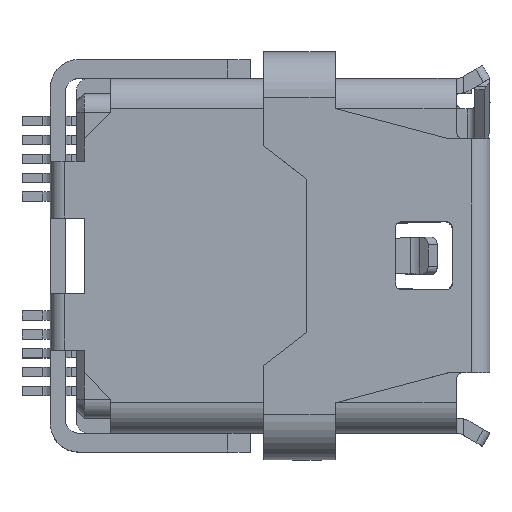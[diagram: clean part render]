
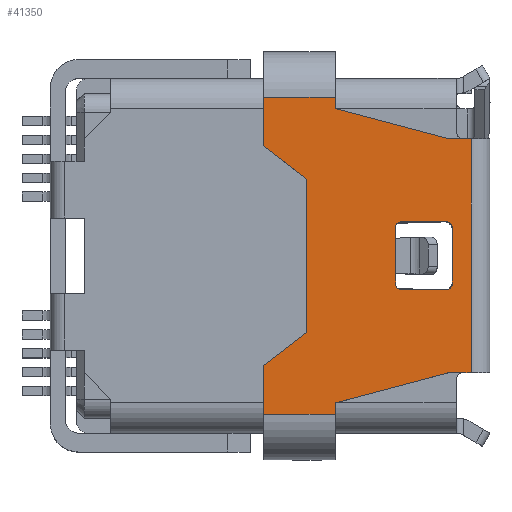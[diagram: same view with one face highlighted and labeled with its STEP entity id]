
A CAD part, top view. The second image highlights one B-rep face of the part: STEP entity #41350.
In plain terms, the highlighted face is planar.
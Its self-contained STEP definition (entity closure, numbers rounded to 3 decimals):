
#36580=CARTESIAN_POINT('',(-8.77,-136.35,-8.65))
;
#36590=VERTEX_POINT('660062-1520470277-509a4c5a16a6-0 15354827',#36580);
#36620=CARTESIAN_POINT('',(-8.77,-136.35,-9.75))
;
#36630=DIRECTION('',(0.,0.,1.));
#36640=VECTOR('',#36630,1.);
#36650=LINE('',#36620,#36640);
#36660=CARTESIAN_POINT('',(-8.77,-136.35,-9.25))
;
#36670=VERTEX_POINT('660062-1520470277-509a4c5a16a6-0 15354804',#36660);
#36680=EDGE_CURVE('660062-1520470277-509a4c5a16a6-0 15354805',#36670,
#36590,#36650,.T.);
#39070=CARTESIAN_POINT('',(-8.77,-134.15,-9.75));
#39080=DIRECTION('',(0.,0.,1.));
#39090=VECTOR('',#39080,1.);
#39100=LINE('',#39070,#39090);
#39110=CARTESIAN_POINT('',(-8.77,-134.15,-8.6))
;
#39120=VERTEX_POINT('660062-1520470277-509a4c5a16a6-0 15381282',#39110);
#39130=CARTESIAN_POINT('',(-8.77,-134.15,-7.4))
;
#39140=VERTEX_POINT('194819-1591061142-509a4c5a0c39-0 3632000',#39130);
#39150=EDGE_CURVE('194819-1591061142-509a4c5a0c39-0 3563638',#39120,
#39140,#39100,.T.);
#39560=CARTESIAN_POINT('',(-8.77,-137.15,-5.65))
;
#39570=VERTEX_POINT('194819-1591061142-509a4c5a0c39-0 3631867',#39560);
#39600=CARTESIAN_POINT('',(-8.77,-136.057,
-9.75));
#39610=DIRECTION('',(0.,-0.258,
0.966));
#39620=VECTOR('',#39610,1.);
#39630=LINE('',#39600,#39620);
#39640=EDGE_CURVE('194819-1591061142-509a4c5a0c39-0 3562675',#36590,
#39570,#39630,.T.);
#39710=CARTESIAN_POINT('',(-8.77,-133.75,-6.35));
#39720=DIRECTION('',(1.,0.,0.));
#39730=DIRECTION('',(0.,0.,1.));
#39740=AXIS2_PLACEMENT_3D('',#39710,#39720,#39730);
#39750=PLANE('',#39740);
#39760=CARTESIAN_POINT('',(-8.77,-134.,-8.6));
#39770=DIRECTION('',(1.,0.,0.));
#39780=DIRECTION('',(0.,1.,0.));
#39790=AXIS2_PLACEMENT_3D('',#39760,#39770,#39780);
#39800=CIRCLE('',#39790,0.15);
#39810=CARTESIAN_POINT('',(-8.77,-134.,-8.75));
#39820=VERTEX_POINT('660062-1520470277-509a4c5a16a6-0 15381213',#39810);
#39830=EDGE_CURVE('660062-1520470277-509a4c5a16a6-0 15381363',#39120,
#39820,#39800,.T.);
#39840=ORIENTED_EDGE('',*,*,#39830,.F.);
#39850=CARTESIAN_POINT('',(-8.77,-131.262,
-8.75));
#39860=DIRECTION('',(0.,-1.,0.));
#39870=VECTOR('',#39860,1.);
#39880=LINE('',#39850,#39870);
#39890=CARTESIAN_POINT('',(-8.77,-132.5,-8.75));
#39900=VERTEX_POINT('660062-1520470277-509a4c5a16a6-0 15381190',#39890);
#39910=EDGE_CURVE('660062-1520470277-509a4c5a16a6-0 15381191',#39900,
#39820,#39880,.T.);
#39920=ORIENTED_EDGE('',*,*,#39910,.T.);
#39930=CARTESIAN_POINT('',(-8.77,-132.5,-8.6));
#39940=DIRECTION('',(1.,0.,0.));
#39950=DIRECTION('',(0.,1.,0.));
#39960=AXIS2_PLACEMENT_3D('',#39930,#39940,#39950);
#39970=CIRCLE('',#39960,0.15);
#39980=CARTESIAN_POINT('',(-8.77,-132.35,-8.6))
;
#39990=VERTEX_POINT('660062-1520470277-509a4c5a16a6-0 15381620',#39980);
#40000=EDGE_CURVE('660062-1520470277-509a4c5a16a6-0 15381697',#39900,
#39990,#39970,.T.);
#40010=ORIENTED_EDGE('',*,*,#40000,.F.);
#40020=CARTESIAN_POINT('',(-8.77,-132.35,-9.75))
;
#40030=DIRECTION('',(0.,0.,-1.));
#40040=VECTOR('',#40030,1.);
#40050=LINE('',#40020,#40040);
#40060=CARTESIAN_POINT('',(-8.77,-132.35,-7.4));
#40070=VERTEX_POINT('194819-1591061142-509a4c5a0c39-0 3631372',#40060);
#40080=EDGE_CURVE('660062-1520470277-509a4c5a16a6-0 15381598',#40070,
#39990,#40050,.T.);
#40090=ORIENTED_EDGE('',*,*,#40080,.T.);
#40100=CARTESIAN_POINT('',(-8.77,-132.5,-7.4));
#40110=DIRECTION('',(1.,0.,0.));
#40120=DIRECTION('',(0.,1.,0.));
#40130=AXIS2_PLACEMENT_3D('',#40100,#40110,#40120);
#40140=CIRCLE('',#40130,0.15);
#40150=CARTESIAN_POINT('',(-8.77,-132.5,-7.25));
#40160=VERTEX_POINT('194819-1591061142-509a4c5a0c39-0 3632116',#40150);
#40170=EDGE_CURVE('194819-1591061142-509a4c5a0c39-0 3632141',#40070,
#40160,#40140,.T.);
#40180=ORIENTED_EDGE('',*,*,#40170,.F.);
#40190=CARTESIAN_POINT('',(-8.77,-131.262,
-7.25));
#40200=DIRECTION('',(0.,1.,0.));
#40210=VECTOR('',#40200,1.);
#40220=LINE('',#40190,#40210);
#40230=CARTESIAN_POINT('',(-8.77,-134.,-7.25));
#40240=VERTEX_POINT('194819-1591061142-509a4c5a0c39-0 3632047',#40230);
#40250=EDGE_CURVE('194819-1591061142-509a4c5a0c39-0 3632117',#40240,
#40160,#40220,.T.);
#40260=ORIENTED_EDGE('',*,*,#40250,.T.);
#40270=CARTESIAN_POINT('',(-8.77,-134.,-7.4));
#40280=DIRECTION('',(-1.,0.,0.));
#40290=DIRECTION('',(0.,-1.,0.));
#40300=AXIS2_PLACEMENT_3D('',#40270,#40280,#40290);
#40310=CIRCLE('',#40300,0.15);
#40320=EDGE_CURVE('194819-1591061142-509a4c5a0c39-0 3632025',#39140,
#40240,#40310,.T.);
#40330=ORIENTED_EDGE('',*,*,#40320,.T.);
#40340=ORIENTED_EDGE('',*,*,#39150,.T.);
#40350=EDGE_LOOP('',(#40340,#40330,#40260,#40180,#40090,#40010,#39920,
#39840));
#40360=FACE_BOUND('',#40350,.T.);
#40370=CARTESIAN_POINT('',(-8.77,-136.85,-5.65))
;
#40380=DIRECTION('',(0.,1.,0.));
#40390=VECTOR('',#40380,1.);
#40400=LINE('',#40370,#40390);
#40410=CARTESIAN_POINT('',(-8.77,-137.45,-5.65))
;
#40420=VERTEX_POINT('194819-1591061142-509a4c5a0c39-0 3631890',#40410);
#40430=EDGE_CURVE('194819-1591061142-509a4c5a0c39-0 3631868',#40420,
#39570,#40400,.T.);
#40440=ORIENTED_EDGE('',*,*,#40430,.T.);
#40450=CARTESIAN_POINT('',(-8.77,-137.45,-4.275))
;
#40460=DIRECTION('',(0.,0.,1.));
#40470=VECTOR('',#40460,1.);
#40480=LINE('',#40450,#40470);
#40490=CARTESIAN_POINT('',(-8.77,-137.45,-3.75))
;
#40500=VERTEX_POINT('194819-1591061142-509a4c5a0c39-0 3631040',#40490);
#40510=EDGE_CURVE('194819-1591061142-509a4c5a0c39-0 3631891',#40420,
#40500,#40480,.T.);
#40520=ORIENTED_EDGE('',*,*,#40510,.F.);
#40530=CARTESIAN_POINT('',(-8.77,-136.85,-3.75))
;
#40540=DIRECTION('',(0.,1.,0.));
#40550=VECTOR('',#40540,1.);
#40560=LINE('',#40530,#40550);
#40570=CARTESIAN_POINT('',(-8.77,-136.165,
-3.75));
#40580=VERTEX_POINT('194819-1591061142-509a4c5a0c39-0 3631063',#40570);
#40590=EDGE_CURVE('194819-1591061142-509a4c5a0c39-0 3631041',#40500,
#40580,#40560,.T.);
#40600=ORIENTED_EDGE('',*,*,#40590,.F.);
#40610=CARTESIAN_POINT('',(-8.77,-135.762,
-4.275));
#40620=DIRECTION('',(0.,-0.61,
0.793));
#40630=VECTOR('',#40620,1.);
#40640=LINE('',#40610,#40630);
#40650=CARTESIAN_POINT('',(-8.77,-135.281,
-4.9));
#40660=VERTEX_POINT('194819-1591061142-509a4c5a0c39-0 3631069',#40650);
#40670=EDGE_CURVE('194819-1591061142-509a4c5a0c39-0 3631064',#40660,
#40580,#40640,.T.);
#40680=ORIENTED_EDGE('',*,*,#40670,.T.);
#40690=CARTESIAN_POINT('',(-8.77,-130.762,
-4.9));
#40700=DIRECTION('',(0.,-1.,0.));
#40710=VECTOR('',#40700,1.);
#40720=LINE('',#40690,#40710);
#40730=CARTESIAN_POINT('',(-8.77,-131.219,
-4.9));
#40740=VERTEX_POINT('194819-1591061142-509a4c5a0c39-0 3631075',#40730);
#40750=EDGE_CURVE('194819-1591061142-509a4c5a0c39-0 3631070',#40740,
#40660,#40720,.T.);
#40760=ORIENTED_EDGE('',*,*,#40750,.T.);
#40770=CARTESIAN_POINT('',(-8.77,-130.738,
-4.275));
#40780=DIRECTION('',(0.,-0.61,
-0.793));
#40790=VECTOR('',#40780,1.);
#40800=LINE('',#40770,#40790);
#40810=CARTESIAN_POINT('',(-8.77,-130.335,
-3.75));
#40820=VERTEX_POINT('194819-1591061142-509a4c5a0c39-0 3631081',#40810);
#40830=EDGE_CURVE('194819-1591061142-509a4c5a0c39-0 3631076',#40820,
#40740,#40800,.T.);
#40840=ORIENTED_EDGE('',*,*,#40830,.T.);
#40850=CARTESIAN_POINT('',(-8.77,-135.85,-3.75))
;
#40860=DIRECTION('',(0.,1.,0.));
#40870=VECTOR('',#40860,1.);
#40880=LINE('',#40850,#40870);
#40890=CARTESIAN_POINT('',(-8.77,-129.05,-3.75))
;
#40900=VERTEX_POINT('194819-1591061142-509a4c5a0c39-0 3631104',#40890);
#40910=EDGE_CURVE('194819-1591061142-509a4c5a0c39-0 3631082',#40820,
#40900,#40880,.T.);
#40920=ORIENTED_EDGE('',*,*,#40910,.F.);
#40930=CARTESIAN_POINT('',(-8.77,-129.05,-4.275))
;
#40940=DIRECTION('',(0.,0.,-1.));
#40950=VECTOR('',#40940,1.);
#40960=LINE('',#40930,#40950);
#40970=CARTESIAN_POINT('',(-8.77,-129.05,-5.65))
;
#40980=VERTEX_POINT('194819-1591061142-509a4c5a0c39-0 3631126',#40970);
#40990=EDGE_CURVE('194819-1591061142-509a4c5a0c39-0 3631105',#40900,
#40980,#40960,.T.);
#41000=ORIENTED_EDGE('',*,*,#40990,.F.);
#41010=CARTESIAN_POINT('',(-8.77,-135.85,-5.65))
;
#41020=DIRECTION('',(0.,1.,0.));
#41030=VECTOR('',#41020,1.);
#41040=LINE('',#41010,#41030);
#41050=CARTESIAN_POINT('',(-8.77,-129.35,-5.65))
;
#41060=VERTEX_POINT('194819-1591061142-509a4c5a0c39-0 3631149',#41050);
#41070=EDGE_CURVE('194819-1591061142-509a4c5a0c39-0 3631127',#41060,
#40980,#41040,.T.);
#41080=ORIENTED_EDGE('',*,*,#41070,.T.);
#41090=CARTESIAN_POINT('',(-8.77,-130.443,
-9.75));
#41100=DIRECTION('',(0.,-0.258,
-0.966));
#41110=VECTOR('',#41100,1.);
#41120=LINE('',#41090,#41110);
#41130=CARTESIAN_POINT('',(-8.77,-130.15,-8.65))
;
#41140=VERTEX_POINT('660062-1520470277-509a4c5a16a6-0 15356651',#41130);
#41150=EDGE_CURVE('660062-1520470277-509a4c5a16a6-0 15356652',#41060,
#41140,#41120,.T.);
#41160=ORIENTED_EDGE('',*,*,#41150,.F.);
#41170=CARTESIAN_POINT('',(-8.77,-130.15,-9.75))
;
#41180=DIRECTION('',(0.,0.,-1.));
#41190=VECTOR('',#41180,1.);
#41200=LINE('',#41170,#41190);
#41210=CARTESIAN_POINT('',(-8.77,-130.15,-9.25));
#41220=VERTEX_POINT('660062-1520470277-509a4c5a16a6-0 15356746',#41210);
#41230=EDGE_CURVE('660062-1520470277-509a4c5a16a6-0 15356629',#41140,
#41220,#41200,.T.);
#41240=ORIENTED_EDGE('',*,*,#41230,.F.);
#41250=CARTESIAN_POINT('',(-8.77,-130.762,
-9.25));
#41260=DIRECTION('',(0.,1.,0.));
#41270=VECTOR('',#41260,1.);
#41280=LINE('',#41250,#41270);
#41290=EDGE_CURVE('660062-1520470277-509a4c5a16a6-0 15356724',#36670,
#41220,#41280,.T.);
#41300=ORIENTED_EDGE('',*,*,#41290,.T.);
#41310=ORIENTED_EDGE('',*,*,#36680,.F.);
#41320=ORIENTED_EDGE('',*,*,#39640,.F.);
#41330=EDGE_LOOP('',(#41320,#41310,#41300,#41240,#41160,#41080,#41000,
#40920,#40840,#40760,#40680,#40600,#40520,#40440));
#41340=FACE_OUTER_BOUND('',#41330,.T.);
#41350=ADVANCED_FACE('194819-1591061142-509a4c5a0c39-0 3565675',(#40360,
#41340),#39750,.T.);
